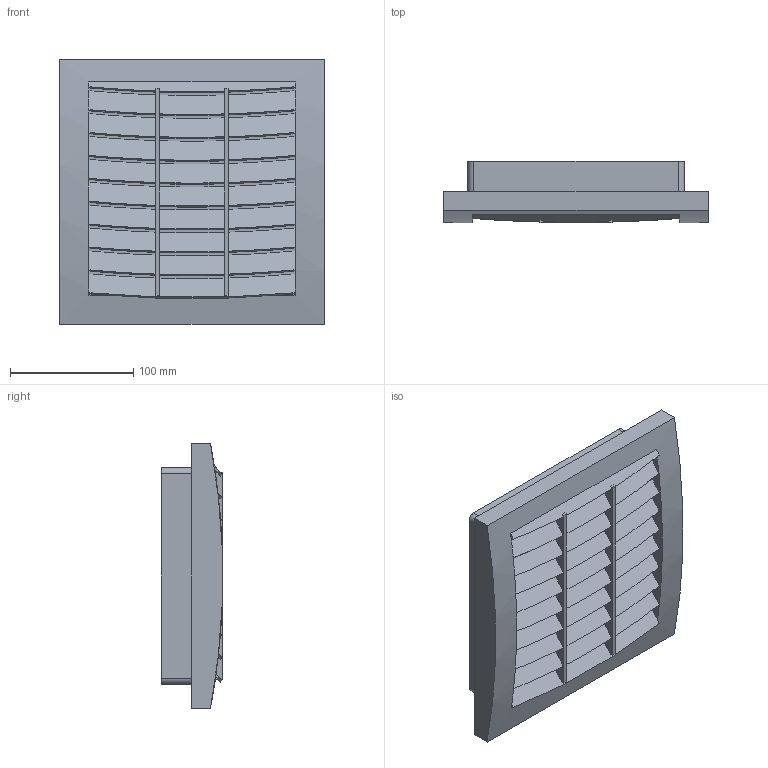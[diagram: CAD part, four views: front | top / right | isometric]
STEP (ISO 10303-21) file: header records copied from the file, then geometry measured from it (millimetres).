
FILE_DESCRIPTION (( 'STEP AP214' ), '1' );
FILE_NAME ('118820-30.STEP', '2019-08-05T12:59:16', ( '' ), ( '' ), 'SwSTEP 2.0', 'SolidWorks 2018', '' );
FILE_SCHEMA (( 'AUTOMOTIVE_DESIGN' ));
Length unit declared in the file: inch
Products named in the file (1): 118820-30
Bounding box: 215 x 50 x 215 mm (x, y, z)
Volume: 752072.9 mm3; surface area: 272022.4 mm2
Topology: 1 solids, 1 shells, 475 faces, 1436 edges, 952 vertices
Faces by surface type: plane 255, cylinder 220
Entity records: 16674 total; most frequent: ORIENTED_EDGE 2872, CARTESIAN_POINT 2864, DIRECTION 2840, EDGE_CURVE 1436, VECTOR 984, LINE 984, VERTEX_POINT 952, AXIS2_PLACEMENT_3D 928
